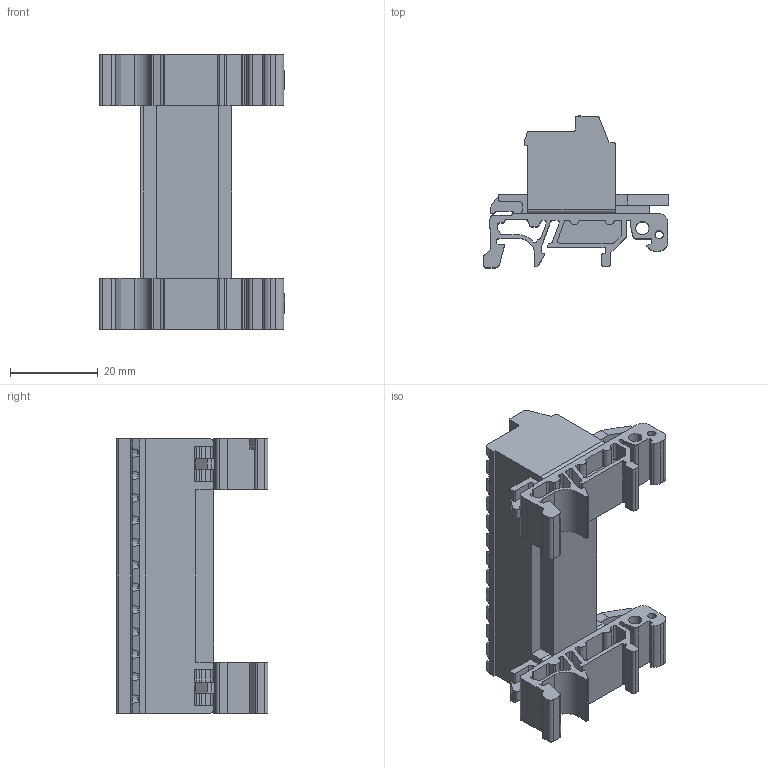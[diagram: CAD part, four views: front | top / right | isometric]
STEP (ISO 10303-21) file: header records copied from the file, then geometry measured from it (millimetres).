
FILE_DESCRIPTION((''),'2;1');
FILE_NAME('\11385.1_PK_TS_12_5,08_15_35.stp','2015-08-31T09:42:05',('cgeuking'),(''),'Autodesk Inventor 2011','Autodesk Inventor 2011','');
FILE_SCHEMA(('AUTOMOTIVE_DESIGN { 1 0 10303 214 1 1 1 1 }'));
Length unit declared in the file: millimetre
Products named in the file (1): PK_TS_12_5,08_15_35
Bounding box: 42.2 x 34.55 x 62.48 mm (x, y, z)
Volume: 23708.4 mm3; surface area: 16540.9 mm2
Topology: 1 solids, 1 shells, 1318 faces, 3462 edges, 2195 vertices
Faces by surface type: plane 850, cylinder 355, bspline 48, torus 36, cone 27, sphere 2
Full cylindrical faces by diameter (mm): 1.9 x2, 3 x2, 4 x24
Entity records: 40648 total; most frequent: CARTESIAN_POINT 8208, ORIENTED_EDGE 6748, DIRECTION 6732, EDGE_CURVE 3374, VECTOR 2366, LINE 2366, AXIS2_PLACEMENT_3D 2183, VERTEX_POINT 2171
